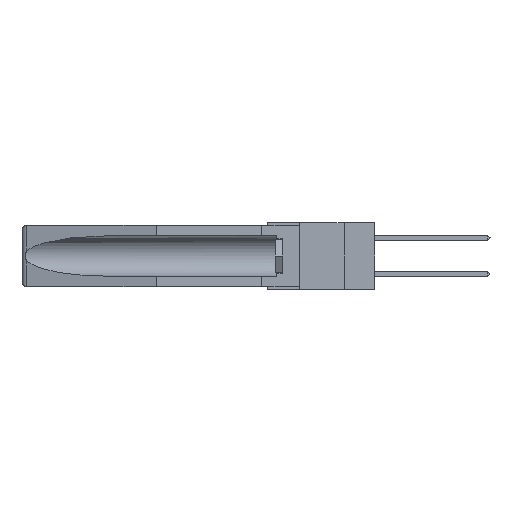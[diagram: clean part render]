
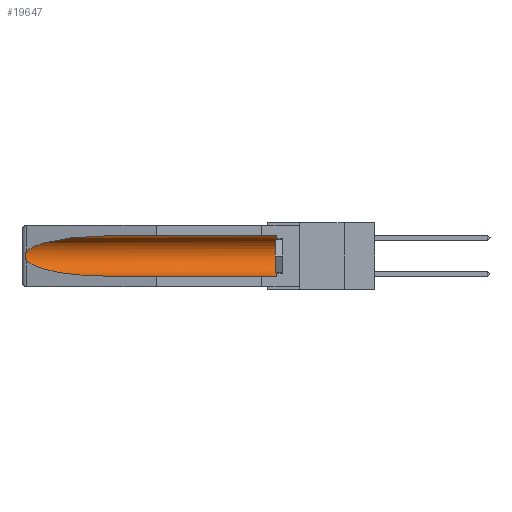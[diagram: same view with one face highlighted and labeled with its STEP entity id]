
A CAD part, left-side view. The second image highlights one B-rep face of the part: STEP entity #19647.
In plain terms, the highlighted cylindrical face has radius 2.857 mm (diameter 5.715 mm), a partial arc.
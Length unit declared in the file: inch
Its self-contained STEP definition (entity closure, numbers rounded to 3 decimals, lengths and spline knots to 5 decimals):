
#749 = VERTEX_POINT ( 'NONE', #17508 ) ;
#1059 = EDGE_CURVE ( 'NONE', #6028, #749, #1899, .T. ) ;
#1473 = CARTESIAN_POINT ( 'NONE',  ( 0.26537, 1.52718, -0.14972 ) ) ;
#1518 = CARTESIAN_POINT ( 'NONE',  ( 0.2673, 1.53269, -0.17917 ) ) ;
#1523 = DIRECTION ( 'NONE',  ( 0., 1., 0. ) ) ;
#1617 =( BOUNDED_CURVE ( )  B_SPLINE_CURVE ( 3, ( #15818, #5195, #12151, #1473 ),
 .UNSPECIFIED., .F., .F. ) 
 B_SPLINE_CURVE_WITH_KNOTS ( ( 4, 4 ),
 ( 4.71239, 6.08839 ),
 .UNSPECIFIED. ) 
 CURVE ( )  GEOMETRIC_REPRESENTATION_ITEM ( )  RATIONAL_B_SPLINE_CURVE ( ( 1., 0.848, 0.848, 1. ) ) 
 REPRESENTATION_ITEM ( '' )  );
#1899 =( BOUNDED_CURVE ( )  B_SPLINE_CURVE ( 3, ( #4234, #18406, #4318, #16723 ),
 .UNSPECIFIED., .F., .F. ) 
 B_SPLINE_CURVE_WITH_KNOTS ( ( 4, 4 ),
 ( 0.1948, 1.5708 ),
 .UNSPECIFIED. ) 
 CURVE ( )  GEOMETRIC_REPRESENTATION_ITEM ( )  RATIONAL_B_SPLINE_CURVE ( ( 1., 0.848, 0.848, 1. ) ) 
 REPRESENTATION_ITEM ( '' )  );
#3374 = CARTESIAN_POINT ( 'NONE',  ( 0.26597, 1.5296, -0.19026 ) ) ;
#3408 = VECTOR ( 'NONE', #1523, 39.37008 ) ;
#3656 = DIRECTION ( 'NONE',  ( 0., 0., 1. ) ) ;
#3950 = EDGE_CURVE ( 'NONE', #22900, #12894, #11517, .T. ) ;
#4234 = CARTESIAN_POINT ( 'NONE',  ( 0.26537, 1.52718, -0.19328 ) ) ;
#4318 = CARTESIAN_POINT ( 'NONE',  ( 0.21114, 1.30732, -0.284 ) ) ;
#5195 = CARTESIAN_POINT ( 'NONE',  ( 0.21114, 1.30732, -0.059 ) ) ;
#5626 = VERTEX_POINT ( 'NONE', #22354 ) ;
#6028 = VERTEX_POINT ( 'NONE', #14218 ) ;
#6719 = AXIS2_PLACEMENT_3D ( 'NONE', #7260, #10975, #11045 ) ;
#6864 = CARTESIAN_POINT ( 'NONE',  ( 0.26655, 1.53094, -0.18657 ) ) ;
#7260 = CARTESIAN_POINT ( 'NONE',  ( 0.155, -0.30754, -0.1715 ) ) ;
#7687 = EDGE_LOOP ( 'NONE', ( #11939, #21452, #7755, #13819, #13713, #12030 ) ) ;
#7755 = ORIENTED_EDGE ( 'NONE', *, *, #1059, .T. ) ;
#8631 = CARTESIAN_POINT ( 'NONE',  ( 0.26537, 1.52718, -0.19328 ) ) ;
#8663 = LINE ( 'NONE', #13791, #3408 ) ;
#9671 = CARTESIAN_POINT ( 'NONE',  ( 0.155, 0.126, -0.284 ) ) ;
#10200 = EDGE_CURVE ( 'NONE', #20791, #22900, #18922, .T. ) ;
#10334 = CARTESIAN_POINT ( 'NONE',  ( 0.2675, 1.53308, -0.16763 ) ) ;
#10694 = CARTESIAN_POINT ( 'NONE',  ( 0.155, 1.07973, -0.059 ) ) ;
#10975 = DIRECTION ( 'NONE',  ( 0., 1., 0. ) ) ;
#11045 = DIRECTION ( 'NONE',  ( 0., 0., 1. ) ) ;
#11517 = LINE ( 'NONE', #18881, #22591 ) ;
#11667 = DIRECTION ( 'NONE',  ( 0., 1., 0. ) ) ;
#11939 = ORIENTED_EDGE ( 'NONE', *, *, #13585, .T. ) ;
#12030 = ORIENTED_EDGE ( 'NONE', *, *, #3950, .T. ) ;
#12151 = CARTESIAN_POINT ( 'NONE',  ( 0.25451, 1.48313, -0.09465 ) ) ;
#12250 = AXIS2_PLACEMENT_3D ( 'NONE', #17766, #14313, #3656 ) ;
#12438 = CARTESIAN_POINT ( 'NONE',  ( 0.26537, 1.52718, -0.14972 ) ) ;
#12894 = VERTEX_POINT ( 'NONE', #10694 ) ;
#13483 = CARTESIAN_POINT ( 'NONE',  ( 0.155, 0.126, -0.059 ) ) ;
#13585 = EDGE_CURVE ( 'NONE', #12894, #5626, #1617, .T. ) ;
#13713 = ORIENTED_EDGE ( 'NONE', *, *, #10200, .T. ) ;
#13791 = CARTESIAN_POINT ( 'NONE',  ( 0.155, -0.30754, -0.284 ) ) ;
#13819 = ORIENTED_EDGE ( 'NONE', *, *, #19958, .F. ) ;
#14218 = CARTESIAN_POINT ( 'NONE',  ( 0.26537, 1.52718, -0.19328 ) ) ;
#14313 = DIRECTION ( 'NONE',  ( 0., -1., 0. ) ) ;
#14549 = EDGE_CURVE ( 'NONE', #5626, #6028, #20516, .T. ) ;
#14815 = CYLINDRICAL_SURFACE ( 'NONE', #6719, 0.1125 ) ;
#15818 = CARTESIAN_POINT ( 'NONE',  ( 0.155, 1.07973, -0.059 ) ) ;
#16723 = CARTESIAN_POINT ( 'NONE',  ( 0.155, 1.07973, -0.284 ) ) ;
#17508 = CARTESIAN_POINT ( 'NONE',  ( 0.155, 1.07973, -0.284 ) ) ;
#17702 = CARTESIAN_POINT ( 'NONE',  ( 0.26597, 1.52961, -0.15275 ) ) ;
#17766 = CARTESIAN_POINT ( 'NONE',  ( 0.155, 0.126, -0.1715 ) ) ;
#17774 = CARTESIAN_POINT ( 'NONE',  ( 0.2673, 1.5327, -0.16383 ) ) ;
#18406 = CARTESIAN_POINT ( 'NONE',  ( 0.25451, 1.48313, -0.24835 ) ) ;
#18881 = CARTESIAN_POINT ( 'NONE',  ( 0.155, -0.30754, -0.059 ) ) ;
#18922 = CIRCLE ( 'NONE', #12250, 0.1125 ) ;
#19249 = FACE_OUTER_BOUND ( 'NONE', #7687, .T. ) ;
#19571 = CARTESIAN_POINT ( 'NONE',  ( 0.26654, 1.53092, -0.15636 ) ) ;
#19647 = ADVANCED_FACE ( 'NONE', ( #19249 ), #14815, .F. ) ;
#19958 = EDGE_CURVE ( 'NONE', #20791, #749, #8663, .T. ) ;
#20516 = B_SPLINE_CURVE_WITH_KNOTS ( 'NONE', 3,
 ( #12438, #17702, #19571, #17774, #10334, #22721, #1518, #6864, #3374, #8631 ),
 .UNSPECIFIED., .F., .F.,
 ( 4, 2, 2, 2, 4 ),
 ( 0., 0.00029, 0.00058, 0.00087, 0.00117 ),
 .UNSPECIFIED. ) ;
#20791 = VERTEX_POINT ( 'NONE', #9671 ) ;
#21452 = ORIENTED_EDGE ( 'NONE', *, *, #14549, .T. ) ;
#22354 = CARTESIAN_POINT ( 'NONE',  ( 0.26537, 1.52718, -0.14972 ) ) ;
#22591 = VECTOR ( 'NONE', #11667, 39.37008 ) ;
#22721 = CARTESIAN_POINT ( 'NONE',  ( 0.2675, 1.53308, -0.17534 ) ) ;
#22900 = VERTEX_POINT ( 'NONE', #13483 ) ;
